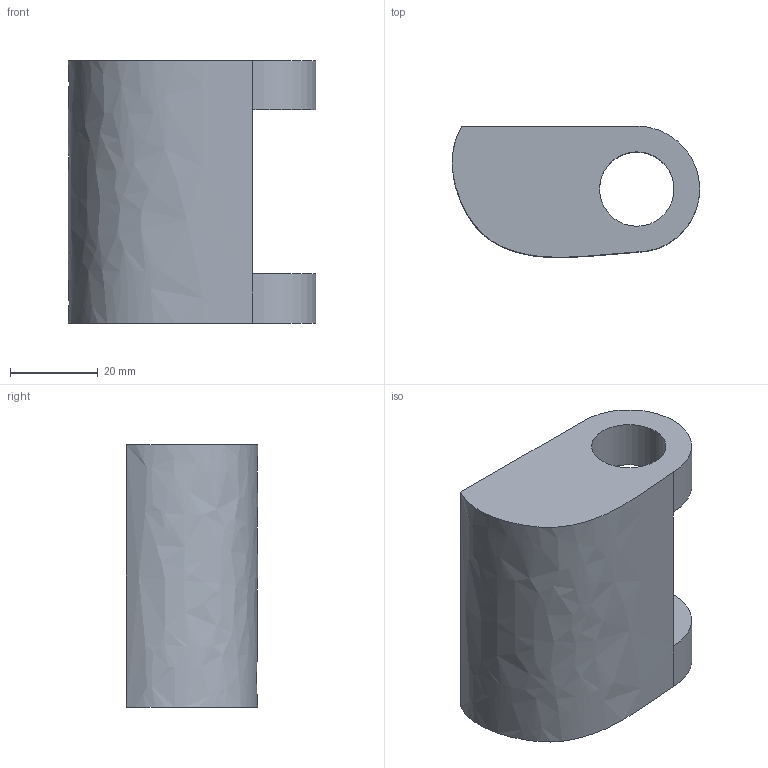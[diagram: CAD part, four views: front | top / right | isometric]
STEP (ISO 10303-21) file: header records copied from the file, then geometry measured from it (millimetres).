
FILE_DESCRIPTION (( 'STEP AP203' ), '1' );
FILE_NAME ('Part5_Default_sldprt.STEP', '2021-11-21T02:23:35', ( '' ), ( '' ), 'SwSTEP 2.0', 'SolidWorks 2021', '' );
FILE_SCHEMA (( 'CONFIG_CONTROL_DESIGN' ));
Length unit declared in the file: centimetre
Products named in the file (1): Part5_Default_sldprt
Bounding box: 56.48 x 29.98 x 60 mm (x, y, z)
Volume: 66797.7 mm3; surface area: 12768.6 mm2
Topology: 1 solids, 1 shells, 12 faces, 32 edges, 20 vertices
Faces by surface type: plane 7, cylinder 4, bspline 1
Entity records: 479 total; most frequent: CARTESIAN_POINT 90, DIRECTION 66, ORIENTED_EDGE 64, EDGE_CURVE 32, AXIS2_PLACEMENT_3D 24, VERTEX_POINT 20, VECTOR 18, LINE 18
